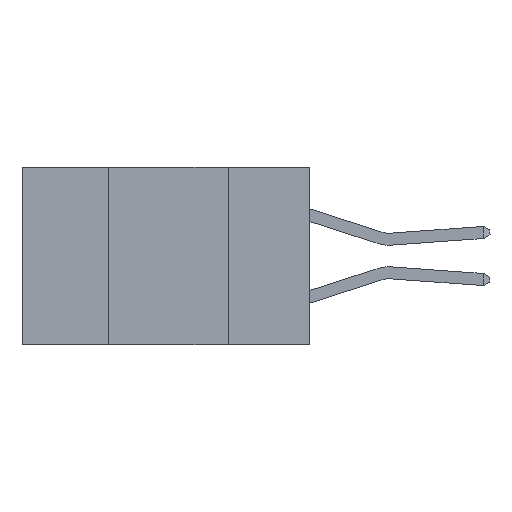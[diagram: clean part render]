
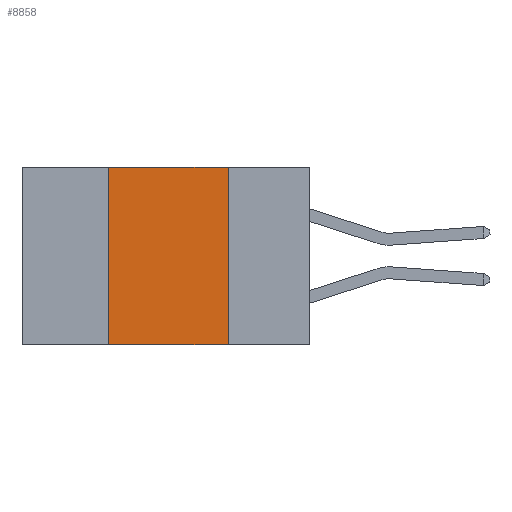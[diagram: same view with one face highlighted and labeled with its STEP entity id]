
A CAD part, left-side view. The second image highlights one B-rep face of the part: STEP entity #8858.
In plain terms, the highlighted planar face has unit normal (-1, 0, 0).
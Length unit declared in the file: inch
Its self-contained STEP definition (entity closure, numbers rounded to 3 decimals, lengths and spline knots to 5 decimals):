
#527 = CARTESIAN_POINT ( 'NONE',  ( 0., 0.17, -0.37 ) ) ;
#1338 = VERTEX_POINT ( 'NONE', #14247 ) ;
#2681 = CARTESIAN_POINT ( 'NONE',  ( 0., 0.17, 0. ) ) ;
#2731 = CARTESIAN_POINT ( 'NONE',  ( 0., 0.42, 0. ) ) ;
#2776 = CARTESIAN_POINT ( 'NONE',  ( 0., 0.42, 0. ) ) ;
#3948 = CARTESIAN_POINT ( 'NONE',  ( 0., 0.6, 0. ) ) ;
#4346 = EDGE_CURVE ( 'NONE', #1338, #12819, #14987, .T. ) ;
#4430 = ORIENTED_EDGE ( 'NONE', *, *, #4346, .T. ) ;
#5336 = DIRECTION ( 'NONE',  ( 1., 0., 0. ) ) ;
#6656 = DIRECTION ( 'NONE',  ( 0., 0., -1. ) ) ;
#6971 = EDGE_CURVE ( 'NONE', #1338, #7797, #12438, .T. ) ;
#7065 = AXIS2_PLACEMENT_3D ( 'NONE', #3948, #5336, #14535 ) ;
#7645 = FACE_OUTER_BOUND ( 'NONE', #12639, .T. ) ;
#7662 = ORIENTED_EDGE ( 'NONE', *, *, #9586, .F. ) ;
#7797 = VERTEX_POINT ( 'NONE', #2776 ) ;
#8239 = DIRECTION ( 'NONE',  ( 0., -1., 0. ) ) ;
#8492 = VECTOR ( 'NONE', #11563, 39.37008 ) ;
#8717 = EDGE_CURVE ( 'NONE', #7797, #13087, #8895, .T. ) ;
#8858 = ADVANCED_FACE ( 'NONE', ( #7645 ), #11813, .F. ) ;
#8895 = LINE ( 'NONE', #16870, #8492 ) ;
#9586 = EDGE_CURVE ( 'NONE', #13087, #12819, #16368, .T. ) ;
#10315 = ORIENTED_EDGE ( 'NONE', *, *, #8717, .F. ) ;
#10771 = CARTESIAN_POINT ( 'NONE',  ( 0., 0.6, -0.37 ) ) ;
#11371 = VECTOR ( 'NONE', #8239, 39.37008 ) ;
#11563 = DIRECTION ( 'NONE',  ( 0., -1., 0. ) ) ;
#11813 = PLANE ( 'NONE',  #7065 ) ;
#12397 = VECTOR ( 'NONE', #6656, 39.37008 ) ;
#12438 = LINE ( 'NONE', #2731, #12833 ) ;
#12639 = EDGE_LOOP ( 'NONE', ( #7662, #10315, #15746, #4430 ) ) ;
#12819 = VERTEX_POINT ( 'NONE', #527 ) ;
#12833 = VECTOR ( 'NONE', #13178, 39.37008 ) ;
#13087 = VERTEX_POINT ( 'NONE', #14191 ) ;
#13178 = DIRECTION ( 'NONE',  ( 0., 0., 1. ) ) ;
#14191 = CARTESIAN_POINT ( 'NONE',  ( 0., 0.17, 0. ) ) ;
#14247 = CARTESIAN_POINT ( 'NONE',  ( 0., 0.42, -0.37 ) ) ;
#14535 = DIRECTION ( 'NONE',  ( 0., 0., -1. ) ) ;
#14987 = LINE ( 'NONE', #10771, #11371 ) ;
#15746 = ORIENTED_EDGE ( 'NONE', *, *, #6971, .F. ) ;
#16368 = LINE ( 'NONE', #2681, #12397 ) ;
#16870 = CARTESIAN_POINT ( 'NONE',  ( 0., 0.6, 0. ) ) ;
